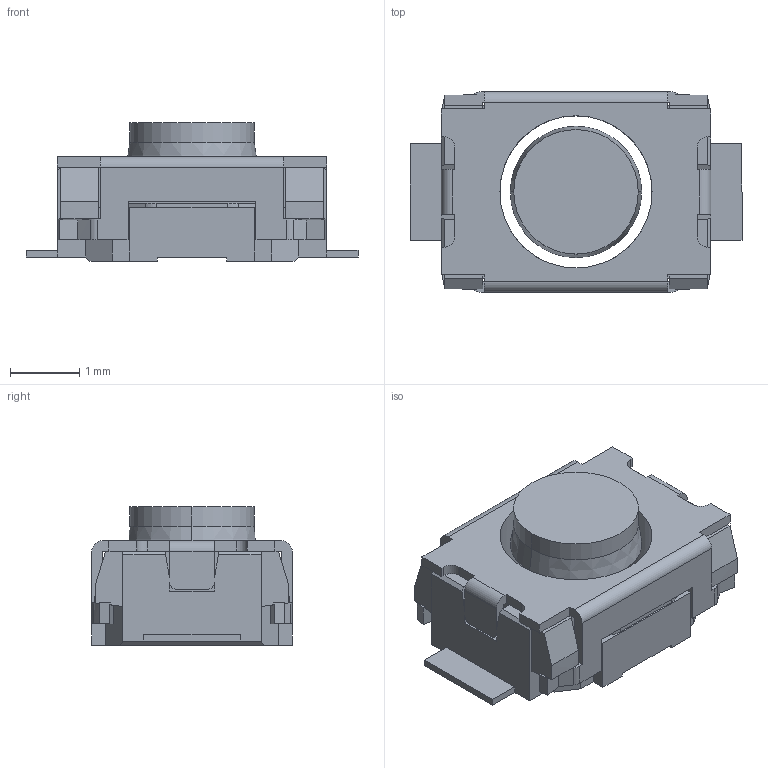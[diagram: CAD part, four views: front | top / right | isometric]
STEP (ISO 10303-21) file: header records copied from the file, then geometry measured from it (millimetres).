
FILE_DESCRIPTION (( 'STEP AP214' ), '1' );
FILE_NAME ('button_ALPS_SKRKAEE020.STEP', '2018-11-19T14:19:18', ( '' ), ( '' ), 'SwSTEP 2.0', 'SolidWorks 2018', '' );
FILE_SCHEMA (( 'AUTOMOTIVE_DESIGN' ));
Length unit declared in the file: millimetre
Products named in the file (1): button_ALPS_SKRKAEE020
Bounding box: 4.8 x 2.9 x 2 mm (x, y, z)
Volume: 11.2 mm3; surface area: 71.9 mm2
Topology: 2 solids, 2 shells, 216 faces, 639 edges, 412 vertices
Faces by surface type: plane 181, cylinder 29, bspline 4, cone 2
Entity records: 8947 total; most frequent: CARTESIAN_POINT 1498, ORIENTED_EDGE 1278, DIRECTION 1101, EDGE_CURVE 639, LINE 547, VECTOR 547, VERTEX_POINT 412, AXIS2_PLACEMENT_3D 277
